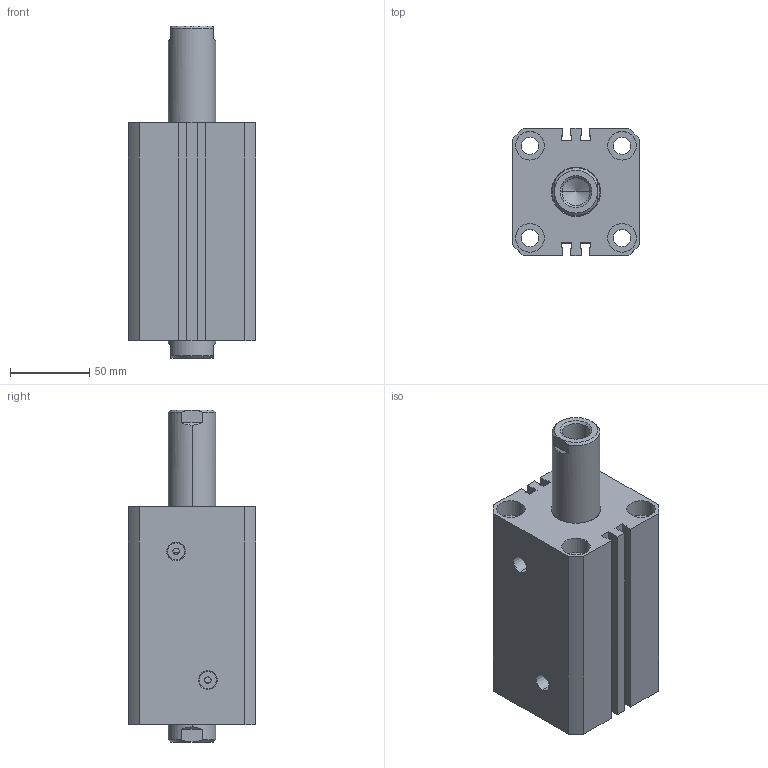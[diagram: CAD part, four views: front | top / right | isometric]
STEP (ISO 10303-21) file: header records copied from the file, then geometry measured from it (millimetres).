
FILE_DESCRIPTION (( 'STEP AP214' ), '1' );
FILE_NAME ('CHTB-SW50-50N.STEP', '2018-06-04T12:08:11', ( '' ), ( '' ), 'SwSTEP 2.0', 'SolidWorks 2016', '' );
FILE_SCHEMA (( 'AUTOMOTIVE_DESIGN' ));
Length unit declared in the file: millimetre
Products named in the file (7): 活塞杆SW50-50N01; 活塞杆SW50-50N; 活塞03; 活塞02; CHTM-SDMA50QG; 掛极CHTB-SW50-50N; CHTB-SW50-50N
Assembly tree (6 placements, depth 2):
  CHTB-SW50-50N
    掛极CHTB-SW50-50N
    CHTM-SDMA50QG
    活塞02
    活塞03
    活塞杆SW50-50N
    活塞杆SW50-50N01
Bounding box: 80 x 80 x 209 mm (x, y, z)
Volume: 729883.1 mm3; surface area: 161314.1 mm2
Topology: 6 solids, 6 shells, 377 faces, 999 edges, 656 vertices
Faces by surface type: cylinder 199, plane 94, cone 44, bspline 22, torus 18
Entity records: 20794 total; most frequent: CARTESIAN_POINT 11801, ORIENTED_EDGE 1982, DIRECTION 1653, EDGE_CURVE 991, VERTEX_POINT 656, AXIS2_PLACEMENT_3D 636, EDGE_LOOP 427, LINE 381
